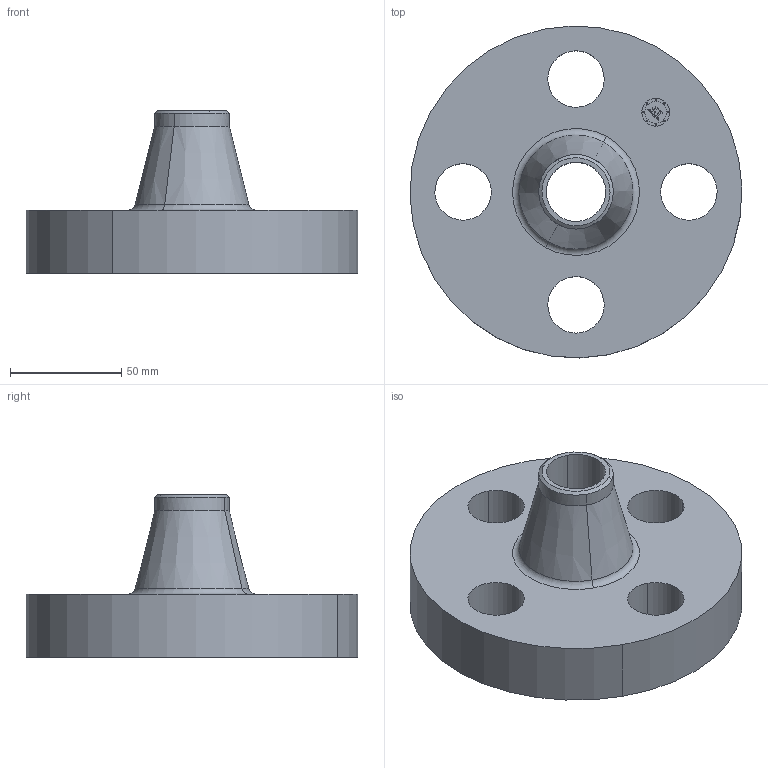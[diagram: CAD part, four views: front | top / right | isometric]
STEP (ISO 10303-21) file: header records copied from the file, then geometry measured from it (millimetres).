
FILE_DESCRIPTION(('3D STEP'),'2;1');
FILE_NAME('1-1500-WELD-NECK-FF-STD-FLANGE.stp','2013-03-11T00:21:55+00:00',('Texas Flange'),(''),'CATIA Version 5 Release 20 SP 6 (IN-10)','CATIA V5 STEP AP214','800-826-3801');
FILE_SCHEMA(('AUTOMOTIVE_DESIGN { 1 0 10303 214 1 1 1 1 }'));
Length unit declared in the file: inch
Products named in the file (1): 1-1500-WELD-NECK-FF-STD-FLANGE
Bounding box: 149.31 x 149.31 x 73.15 mm (x, y, z)
Volume: 461572.9 mm3; surface area: 62994.3 mm2
Topology: 1 solids, 1 shells, 408 faces, 1160 edges, 772 vertices
Faces by surface type: plane 368, cylinder 34, cone 4, torus 2
Entity records: 15429 total; most frequent: ORIENTED_EDGE 2320, CARTESIAN_POINT 2297, DIRECTION 1888, EDGE_CURVE 1160, VECTOR 1082, LINE 1082, VERTEX_POINT 772, AXIS2_PLACEMENT_3D 443
